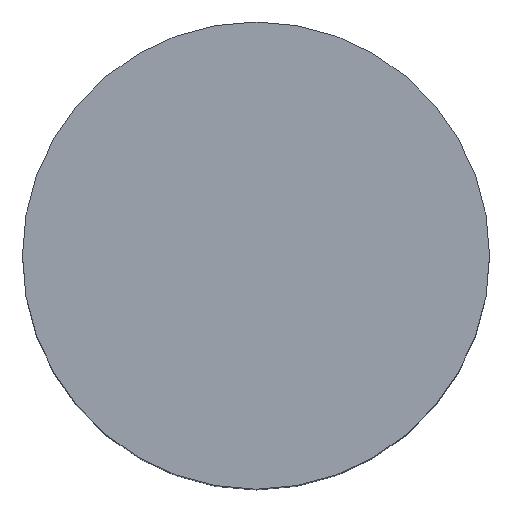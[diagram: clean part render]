
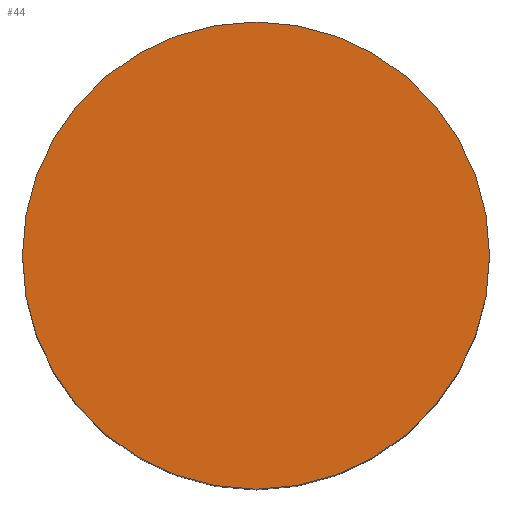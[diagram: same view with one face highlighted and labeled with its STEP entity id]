
A CAD part, top view. The second image highlights one B-rep face of the part: STEP entity #44.
In plain terms, the highlighted planar face has unit normal (0, 0, 1).
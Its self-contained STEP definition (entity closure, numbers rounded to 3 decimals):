
#44=ADVANCED_FACE('',(#89),#90,.F.);
#89=FACE_OUTER_BOUND('',#126,.T.);
#90=PLANE('',#127);
#126=EDGE_LOOP('',(#169));
#127=AXIS2_PLACEMENT_3D('',#170,#171,#172);
#169=ORIENTED_EDGE('',*,*,#190,.F.);
#170=CARTESIAN_POINT('',(-2.0,0.0,13.5));
#171=DIRECTION('',(0.0,0.0,-1.0));
#172=DIRECTION('',(-1.0,0.0,0.0));
#190=EDGE_CURVE('',#211,#211,#212,.T.);
#211=VERTEX_POINT('',#233);
#212=CIRCLE('',#234,4.0);
#233=CARTESIAN_POINT('',(-4.0,0.0,13.5));
#234=AXIS2_PLACEMENT_3D('',#255,#256,#257);
#255=CARTESIAN_POINT('',(0.0,0.0,13.5));
#256=DIRECTION('',(0.0,0.0,-1.0));
#257=DIRECTION('',(-1.0,0.0,0.0));
